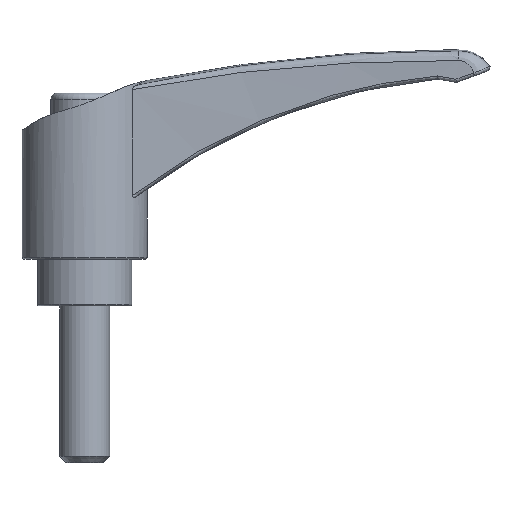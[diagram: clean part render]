
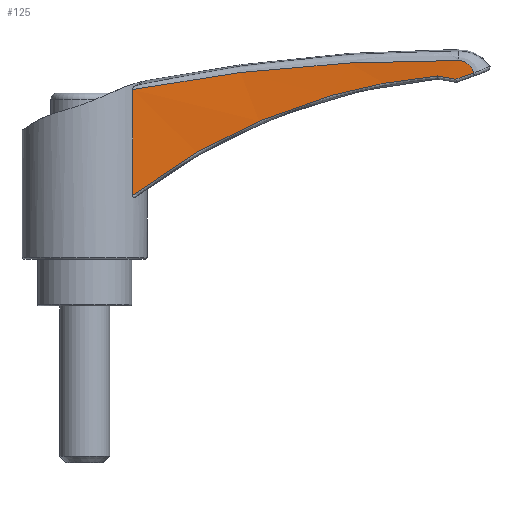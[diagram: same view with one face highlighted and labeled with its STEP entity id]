
A CAD part, front view. The second image highlights one B-rep face of the part: STEP entity #125.
In plain terms, the highlighted cylindrical face has radius 455.21 mm (diameter 910.421 mm), a partial arc.
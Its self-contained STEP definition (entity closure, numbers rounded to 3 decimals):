
#125 = ADVANCED_FACE( '', ( #274 ), #275, .F. );
#274 = FACE_OUTER_BOUND( '', #1556, .T. );
#275 = CYLINDRICAL_SURFACE( '', #1557, 455.21 );
#1556 = EDGE_LOOP( '', ( #2858, #2859, #2860, #2861, #2862, #2863 ) );
#1557 = AXIS2_PLACEMENT_3D( '', #2864, #2865, #2866 );
#2858 = ORIENTED_EDGE( '', *, *, #3107, .F. );
#2859 = ORIENTED_EDGE( '', *, *, #3129, .T. );
#2860 = ORIENTED_EDGE( '', *, *, #3130, .T. );
#2861 = ORIENTED_EDGE( '', *, *, #3096, .T. );
#2862 = ORIENTED_EDGE( '', *, *, #3051, .T. );
#2863 = ORIENTED_EDGE( '', *, *, #3131, .T. );
#2864 = CARTESIAN_POINT( '', ( 32.47, -460.96, 0. ) );
#2865 = DIRECTION( '', ( 0., 0., -1. ) );
#2866 = DIRECTION( '', ( 1., 0., 0. ) );
#3051 = EDGE_CURVE( '', #3232, #3233, #3234, .T. );
#3096 = EDGE_CURVE( '', #3302, #3232, #3303, .T. );
#3107 = EDGE_CURVE( '', #3317, #3319, #3320, .T. );
#3129 = EDGE_CURVE( '', #3317, #3352, #3353, .T. );
#3130 = EDGE_CURVE( '', #3352, #3302, #3354, .T. );
#3131 = EDGE_CURVE( '', #3233, #3319, #3355, .T. );
#3232 = VERTEX_POINT( '', #3739 );
#3233 = VERTEX_POINT( '', #3740 );
#3234 = B_SPLINE_CURVE_WITH_KNOTS( '', 3, ( #3741, #3742, #3743, #3744, #3745, #3746, #3747, #3748, #3749, #3750, #3751, #3752, #3753, #3754, #3755, #3756 ), .UNSPECIFIED., .F., .F., ( 4, 1, 1, 1, 1, 1, 1, 1, 1, 1, 1, 1, 1, 4 ), ( 0.145, 0.178, 0.211, 0.244, 0.304, 0.364, 0.427, 0.491, 0.618, 0.746, 0.81, 0.873, 0.936, 1. ), .UNSPECIFIED. );
#3302 = VERTEX_POINT( '', #4414 );
#3303 = B_SPLINE_CURVE_WITH_KNOTS( '', 3, ( #4415, #4416, #4417, #4418 ), .UNSPECIFIED., .F., .F., ( 4, 4 ), ( 0., 0.003 ), .UNSPECIFIED. );
#3317 = VERTEX_POINT( '', #4533 );
#3319 = VERTEX_POINT( '', #4582 );
#3320 = B_SPLINE_CURVE_WITH_KNOTS( '', 3, ( #4583, #4584, #4585, #4586 ), .UNSPECIFIED., .F., .F., ( 4, 4 ), ( 0.036, 0.975 ), .UNSPECIFIED. );
#3352 = VERTEX_POINT( '', #4963 );
#3353 = B_SPLINE_CURVE_WITH_KNOTS( '', 3, ( #4964, #4965, #4966, #4967, #4968, #4969, #4970, #4971, #4972, #4973, #4974, #4975, #4976, #4977, #4978, #4979, #4980, #4981, #4982, #4983, #4984, #4985, #4986, #4987, #4988, #4989, #4990 ), .UNSPECIFIED., .F., .F., ( 4, 1, 1, 1, 1, 1, 2, 1, 2, 2, 1, 2, 1, 1, 1, 1, 1, 1, 1, 1, 4 ), ( 0., 0.003, 0.007, 0.01, 0.013, 0.017, 0.02, 0.021, 0.021, 0.021, 0.022, 0.023, 0.027, 0.03, 0.033, 0.037, 0.04, 0.043, 0.047, 0.05, 0.053 ), .UNSPECIFIED. );
#3354 = B_SPLINE_CURVE_WITH_KNOTS( '', 3, ( #4991, #4992, #4993, #4994 ), .UNSPECIFIED., .F., .F., ( 4, 4 ), ( 0., 0.003 ), .UNSPECIFIED. );
#3355 = B_SPLINE_CURVE_WITH_KNOTS( '', 3, ( #4995, #4996, #4997, #4998, #4999, #5000, #5001, #5002, #5003, #5004, #5005, #5006, #5007, #5008, #5009, #5010, #5011, #5012, #5013, #5014, #5015 ), .UNSPECIFIED., .F., .F., ( 4, 1, 1, 1, 1, 1, 1, 1, 1, 1, 1, 1, 1, 1, 1, 1, 1, 1, 4 ), ( 0., 0.028, 0.056, 0.084, 0.112, 0.139, 0.167, 0.195, 0.223, 0.25, 0.376, 0.5, 0.625, 0.749, 0.8, 0.851, 0.901, 0.951, 1. ), .UNSPECIFIED. );
#3739 = CARTESIAN_POINT( '', ( 62.085, -6.714, 29.721 ) );
#3740 = CARTESIAN_POINT( '', ( 59.677, -6.564, 31.703 ) );
#3741 = CARTESIAN_POINT( '', ( 62.085, -6.714, 29.721 ) );
#3742 = CARTESIAN_POINT( '', ( 62.075, -6.714, 29.763 ) );
#3743 = CARTESIAN_POINT( '', ( 62.055, -6.712, 29.848 ) );
#3744 = CARTESIAN_POINT( '', ( 62.017, -6.71, 29.971 ) );
#3745 = CARTESIAN_POINT( '', ( 61.961, -6.706, 30.127 ) );
#3746 = CARTESIAN_POINT( '', ( 61.881, -6.701, 30.31 ) );
#3747 = CARTESIAN_POINT( '', ( 61.766, -6.694, 30.521 ) );
#3748 = CARTESIAN_POINT( '', ( 61.623, -6.684, 30.721 ) );
#3749 = CARTESIAN_POINT( '', ( 61.405, -6.671, 30.974 ) );
#3750 = CARTESIAN_POINT( '', ( 61.089, -6.65, 31.251 ) );
#3751 = CARTESIAN_POINT( '', ( 60.723, -6.628, 31.461 ) );
#3752 = CARTESIAN_POINT( '', ( 60.413, -6.608, 31.585 ) );
#3753 = CARTESIAN_POINT( '', ( 60.172, -6.594, 31.652 ) );
#3754 = CARTESIAN_POINT( '', ( 59.926, -6.579, 31.694 ) );
#3755 = CARTESIAN_POINT( '', ( 59.76, -6.569, 31.7 ) );
#3756 = CARTESIAN_POINT( '', ( 59.677, -6.564, 31.703 ) );
#4414 = CARTESIAN_POINT( '', ( 59.287, -6.541, 28.71 ) );
#4415 = CARTESIAN_POINT( '', ( 59.287, -6.541, 28.71 ) );
#4416 = CARTESIAN_POINT( '', ( 60.22, -6.596, 29.048 ) );
#4417 = CARTESIAN_POINT( '', ( 61.153, -6.654, 29.384 ) );
#4418 = CARTESIAN_POINT( '', ( 62.085, -6.714, 29.721 ) );
#4533 = CARTESIAN_POINT( '', ( 7.662, -6.426, 10.14 ) );
#4582 = CARTESIAN_POINT( '', ( 7.662, -6.426, 27.061 ) );
#4583 = CARTESIAN_POINT( '', ( 7.662, -6.426, 10.14 ) );
#4584 = CARTESIAN_POINT( '', ( 7.662, -6.426, 15.781 ) );
#4585 = CARTESIAN_POINT( '', ( 7.662, -6.426, 21.421 ) );
#4586 = CARTESIAN_POINT( '', ( 7.662, -6.426, 27.061 ) );
#4963 = CARTESIAN_POINT( '', ( 56.402, -6.38, 29.23 ) );
#4964 = CARTESIAN_POINT( '', ( 7.662, -6.426, 10.14 ) );
#4965 = CARTESIAN_POINT( '', ( 8.543, -6.378, 10.821 ) );
#4966 = CARTESIAN_POINT( '', ( 10.326, -6.286, 12.149 ) );
#4967 = CARTESIAN_POINT( '', ( 13.062, -6.161, 14.039 ) );
#4968 = CARTESIAN_POINT( '', ( 15.86, -6.05, 15.828 ) );
#4969 = CARTESIAN_POINT( '', ( 18.72, -5.955, 17.516 ) );
#4970 = CARTESIAN_POINT( '', ( 21.641, -5.876, 19.103 ) );
#4971 = CARTESIAN_POINT( '', ( 23.631, -5.835, 20.093 ) );
#4972 = CARTESIAN_POINT( '', ( 24.887, -5.813, 20.691 ) );
#4973 = CARTESIAN_POINT( '', ( 25.202, -5.808, 20.839 ) );
#4974 = CARTESIAN_POINT( '', ( 25.518, -5.803, 20.985 ) );
#4975 = CARTESIAN_POINT( '', ( 25.644, -5.801, 21.043 ) );
#4976 = CARTESIAN_POINT( '', ( 25.707, -5.8, 21.073 ) );
#4977 = CARTESIAN_POINT( '', ( 25.897, -5.797, 21.16 ) );
#4978 = CARTESIAN_POINT( '', ( 26.531, -5.788, 21.449 ) );
#4979 = CARTESIAN_POINT( '', ( 27.166, -5.781, 21.73 ) );
#4980 = CARTESIAN_POINT( '', ( 28.695, -5.765, 22.392 ) );
#4981 = CARTESIAN_POINT( '', ( 30.743, -5.75, 23.234 ) );
#4982 = CARTESIAN_POINT( '', ( 33.846, -5.749, 24.383 ) );
#4983 = CARTESIAN_POINT( '', ( 36.978, -5.769, 25.419 ) );
#4984 = CARTESIAN_POINT( '', ( 40.141, -5.811, 26.341 ) );
#4985 = CARTESIAN_POINT( '', ( 43.332, -5.876, 27.15 ) );
#4986 = CARTESIAN_POINT( '', ( 46.554, -5.964, 27.847 ) );
#4987 = CARTESIAN_POINT( '', ( 49.805, -6.076, 28.43 ) );
#4988 = CARTESIAN_POINT( '', ( 53.086, -6.213, 28.898 ) );
#4989 = CARTESIAN_POINT( '', ( 55.293, -6.321, 29.133 ) );
#4990 = CARTESIAN_POINT( '', ( 56.402, -6.38, 29.23 ) );
#4991 = CARTESIAN_POINT( '', ( 56.402, -6.38, 29.23 ) );
#4992 = CARTESIAN_POINT( '', ( 57.364, -6.43, 29.057 ) );
#4993 = CARTESIAN_POINT( '', ( 58.326, -6.484, 28.884 ) );
#4994 = CARTESIAN_POINT( '', ( 59.287, -6.541, 28.71 ) );
#4995 = CARTESIAN_POINT( '', ( 59.677, -6.564, 31.703 ) );
#4996 = CARTESIAN_POINT( '', ( 59.189, -6.535, 31.706 ) );
#4997 = CARTESIAN_POINT( '', ( 58.215, -6.478, 31.712 ) );
#4998 = CARTESIAN_POINT( '', ( 56.755, -6.398, 31.711 ) );
#4999 = CARTESIAN_POINT( '', ( 55.297, -6.322, 31.703 ) );
#5000 = CARTESIAN_POINT( '', ( 53.841, -6.251, 31.687 ) );
#5001 = CARTESIAN_POINT( '', ( 52.388, -6.185, 31.665 ) );
#5002 = CARTESIAN_POINT( '', ( 50.937, -6.124, 31.635 ) );
#5003 = CARTESIAN_POINT( '', ( 49.489, -6.068, 31.597 ) );
#5004 = CARTESIAN_POINT( '', ( 48.043, -6.016, 31.553 ) );
#5005 = CARTESIAN_POINT( '', ( 44.893, -5.913, 31.439 ) );
#5006 = CARTESIAN_POINT( '', ( 40.066, -5.798, 31.197 ) );
#5007 = CARTESIAN_POINT( '', ( 33.538, -5.736, 30.713 ) );
#5008 = CARTESIAN_POINT( '', ( 27.051, -5.767, 30.07 ) );
#5009 = CARTESIAN_POINT( '', ( 21.849, -5.866, 29.418 ) );
#5010 = CARTESIAN_POINT( '', ( 17.96, -5.979, 28.856 ) );
#5011 = CARTESIAN_POINT( '', ( 15.351, -6.069, 28.449 ) );
#5012 = CARTESIAN_POINT( '', ( 12.766, -6.174, 28.014 ) );
#5013 = CARTESIAN_POINT( '', ( 10.204, -6.292, 27.556 ) );
#5014 = CARTESIAN_POINT( '', ( 8.507, -6.382, 27.226 ) );
#5015 = CARTESIAN_POINT( '', ( 7.662, -6.426, 27.061 ) );
